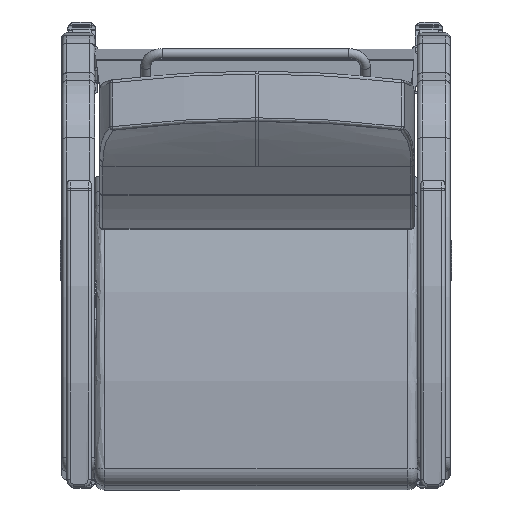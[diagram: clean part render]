
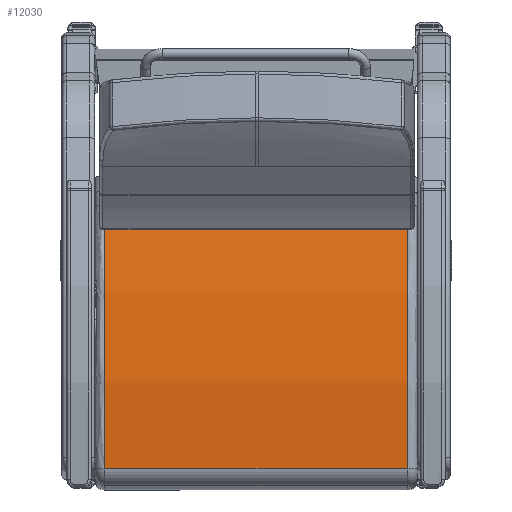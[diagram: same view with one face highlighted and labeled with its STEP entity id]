
A CAD part, front view. The second image highlights one B-rep face of the part: STEP entity #12030.
In plain terms, the highlighted free-form (B-spline) face has degree [1, 2] with [2, 3] control points.
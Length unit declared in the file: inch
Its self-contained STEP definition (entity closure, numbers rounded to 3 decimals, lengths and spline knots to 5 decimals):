
#277=(
BOUNDED_SURFACE()
B_SPLINE_SURFACE(1,2,((#31728,#31729,#31730),(#31731,#31732,#31733)),
 .UNSPECIFIED.,.F.,.F.,.F.)
B_SPLINE_SURFACE_WITH_KNOTS((2,2),(3,3),(-0.19254,0.19254),
(1.36178,1.69928),.UNSPECIFIED.)
GEOMETRIC_REPRESENTATION_ITEM()
RATIONAL_B_SPLINE_SURFACE(((1.,0.986,1.),(1.,0.986,
1.)))
REPRESENTATION_ITEM('')
SURFACE()
);
#678=ELLIPSE('',#13244,60.05357,60.);
#688=ELLIPSE('',#13272,60.05357,60.);
#1309=LINE('',#31726,#2044);
#1310=LINE('',#31735,#2045);
#2044=VECTOR('',#15444,0.3937);
#2045=VECTOR('',#15447,0.3937);
#2814=FACE_OUTER_BOUND('',#3646,.T.);
#3646=EDGE_LOOP('',(#8986,#8987,#8988,#8989));
#5559=VERTEX_POINT('',#31518);
#5560=VERTEX_POINT('',#31519);
#5585=VERTEX_POINT('',#31725);
#5586=VERTEX_POINT('',#31734);
#6806=EDGE_CURVE('',#5559,#5560,#678,.T.);
#6844=EDGE_CURVE('',#5560,#5585,#1309,.T.);
#6846=EDGE_CURVE('',#5559,#5586,#1310,.T.);
#6847=EDGE_CURVE('',#5585,#5586,#688,.T.);
#8986=ORIENTED_EDGE('',*,*,#6806,.F.);
#8987=ORIENTED_EDGE('',*,*,#6846,.T.);
#8988=ORIENTED_EDGE('',*,*,#6847,.F.);
#8989=ORIENTED_EDGE('',*,*,#6844,.F.);
#12030=ADVANCED_FACE('',(#2814),#277,.F.);
#13244=AXIS2_PLACEMENT_3D('',#31520,#15376,#15377);
#13272=AXIS2_PLACEMENT_3D('',#31736,#15448,#15449);
#15376=DIRECTION('center_axis',(0.,0.,-1.));
#15377=DIRECTION('ref_axis',(1.,0.,0.));
#15444=DIRECTION('',(0.,0.,1.));
#15447=DIRECTION('',(0.,0.,1.));
#15448=DIRECTION('center_axis',(0.,0.,1.));
#15449=DIRECTION('ref_axis',(1.,0.,0.));
#31518=CARTESIAN_POINT('',(-10.04459,1.25621,-11.5625));
#31519=CARTESIAN_POINT('',(10.1114,0.44486,-11.5625));
#31520=CARTESIAN_POINT('Origin',(-2.34979,-58.24922,-11.5625));
#31725=CARTESIAN_POINT('',(10.1114,0.44486,11.5625));
#31726=CARTESIAN_POINT('',(10.1114,0.44486,0.));
#31728=CARTESIAN_POINT('Ctrl Pts',(10.1114,0.44486,-11.5625));
#31729=CARTESIAN_POINT('Ctrl Pts',(0.10258,2.56602,-11.5625));
#31730=CARTESIAN_POINT('Ctrl Pts',(-10.04459,1.25621,-11.5625));
#31731=CARTESIAN_POINT('Ctrl Pts',(10.1114,0.44486,11.5625));
#31732=CARTESIAN_POINT('Ctrl Pts',(0.10258,2.56602,11.5625));
#31733=CARTESIAN_POINT('Ctrl Pts',(-10.04459,1.25621,11.5625));
#31734=CARTESIAN_POINT('',(-10.04459,1.25621,11.5625));
#31735=CARTESIAN_POINT('',(-10.04459,1.25621,0.));
#31736=CARTESIAN_POINT('Origin',(-2.34979,-58.24922,11.5625));
